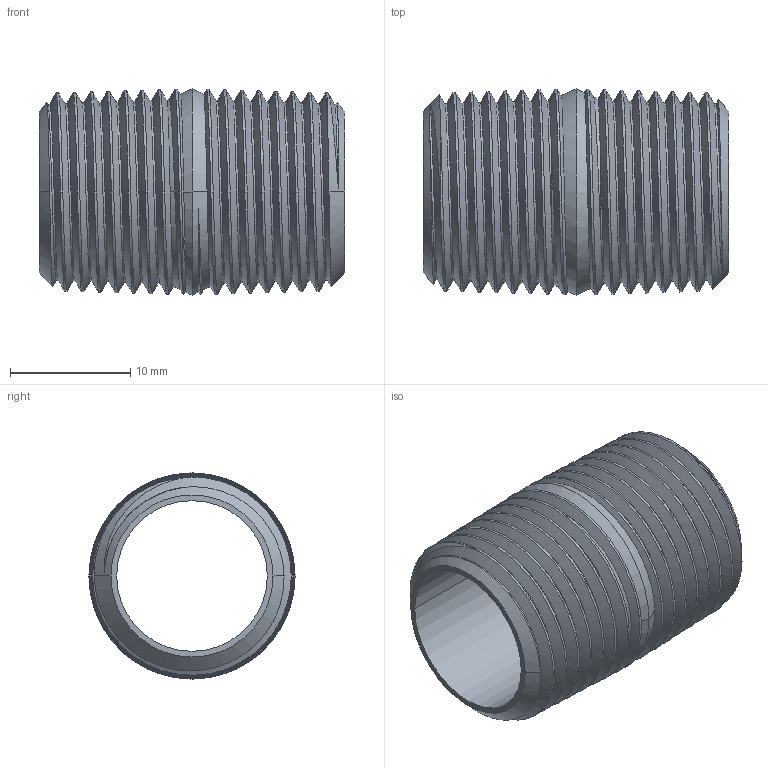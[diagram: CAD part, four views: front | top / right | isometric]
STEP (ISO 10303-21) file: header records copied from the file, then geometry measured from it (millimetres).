
FILE_DESCRIPTION(/* description */ (''),/* implementation_level */ '2;1');
FILE_NAME(/* name */ '112-N3.stp',/* time_stamp */ '2024-01-23T10:02:27-05:00',/* author */ ('esanner'),/* organization */ (''),/* preprocessor_version */ 'ST-DEVELOPER v19',/* originating_system */ 'AutoCAD Mechanical',/* authorisation */ '');
FILE_SCHEMA (('AUTOMOTIVE_DESIGN { 1 0 10303 214 3 1 1 }'));
Length unit declared in the file: millimetre
Products named in the file (2): Product; 112-N3
Assembly tree (1 placements, depth 2):
  Product
    112-N3
Bounding box: 25.4 x 17.14 x 17.14 mm (x, y, z)
Volume: 1894.7 mm3; surface area: 3136.7 mm2
Topology: 1 solids, 1 shells, 56 faces, 354 edges, 300 vertices
Faces by surface type: cone 44, bspline 8, cylinder 2, plane 2
Entity records: 17739 total; most frequent: CARTESIAN_POINT 15449, ORIENTED_EDGE 708, EDGE_CURVE 354, VERTEX_POINT 300, B_SPLINE_CURVE_WITH_KNOTS 288, DIRECTION 190, AXIS2_PLACEMENT_3D 73, EDGE_LOOP 58
